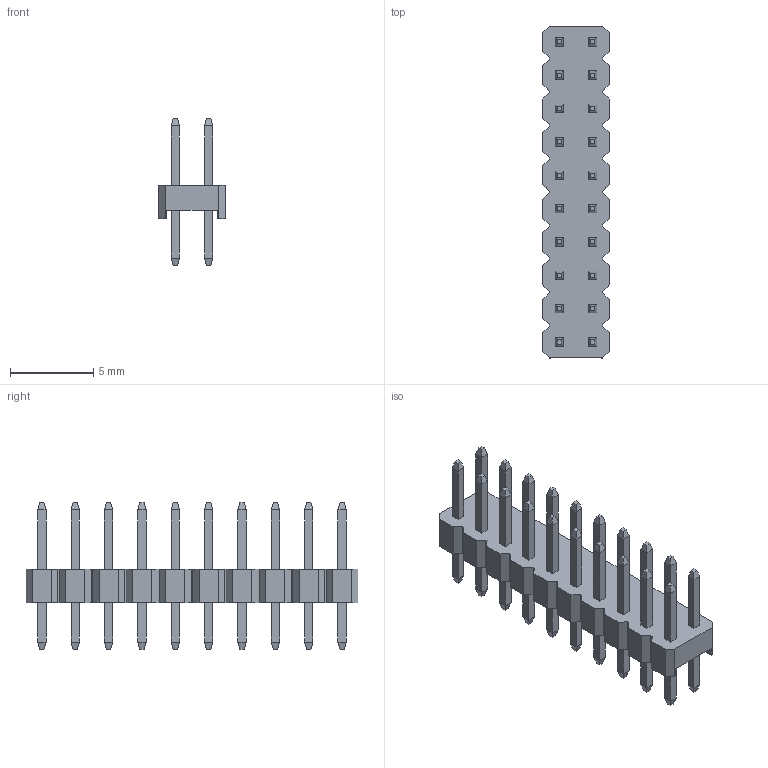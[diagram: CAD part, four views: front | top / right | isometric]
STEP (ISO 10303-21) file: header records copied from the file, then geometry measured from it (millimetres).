
FILE_DESCRIPTION(('FreeCAD Model'),'2;1');
FILE_NAME('pin_header_a-sl200-dg-g20d.step', '2017-03-12T08:53:14',('Author'),(''), 'Open CASCADE STEP processor 6.8','FreeCAD','Unknown');
FILE_SCHEMA(('AUTOMOTIVE_DESIGN_CC2 { 1 2 10303 214 -1 1 5 4 }'));
Length unit declared in the file: millimetre
Products named in the file (2): ASSEMBLY; pin_header_a-sl200-dg-g20d
Assembly tree (1 placements, depth 2):
  ASSEMBLY
    pin_header_a-sl200-dg-g20d
Bounding box: 4 x 19.9 x 8.8 mm (x, y, z)
Volume: 156.4 mm3; surface area: 551.7 mm2
Topology: 1 solids, 1 shells, 446 faces, 1052 edges, 648 vertices
Faces by surface type: plane 446
Entity records: 29145 total; most frequent: CARTESIAN_POINT 4252, DIRECTION 4052, LINE 3156, VECTOR 3156, ORIENTED_EDGE 2104, PCURVE 2104, DEFINITIONAL_REPRESENTATION 2104, EDGE_CURVE 1052
